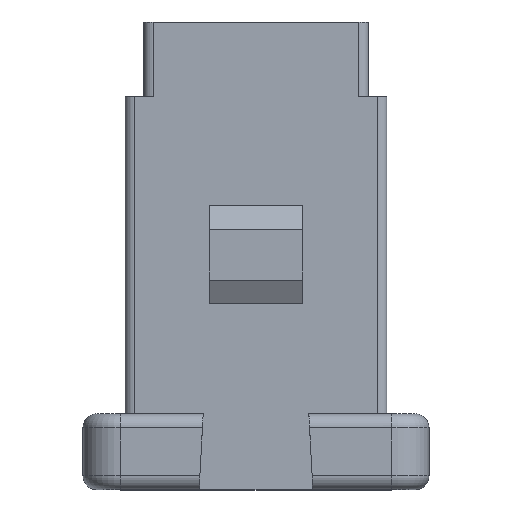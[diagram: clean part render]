
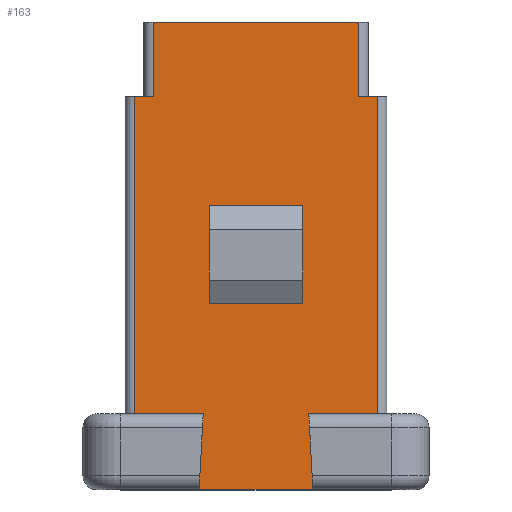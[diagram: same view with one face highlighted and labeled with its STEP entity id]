
A CAD part, top view. The second image highlights one B-rep face of the part: STEP entity #163.
In plain terms, the highlighted planar face has unit normal (0, 0, 1).
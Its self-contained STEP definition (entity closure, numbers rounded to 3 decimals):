
#134=FACE_BOUND('',#535,.T.);
#135=FACE_BOUND('',#536,.T.);
#163=ADVANCED_FACE('',(#134,#135),#292,.T.);
#292=PLANE('',#2548);
#535=EDGE_LOOP('',(#854,#855,#856,#857));
#536=EDGE_LOOP('',(#858,#859,#860,#861,#862,#863,#864,#865,#866,#867,#868,
#869,#870,#871));
#854=ORIENTED_EDGE('',*,*,#1736,.F.);
#855=ORIENTED_EDGE('',*,*,#1737,.F.);
#856=ORIENTED_EDGE('',*,*,#1738,.T.);
#857=ORIENTED_EDGE('',*,*,#1739,.T.);
#858=ORIENTED_EDGE('',*,*,#1579,.T.);
#859=ORIENTED_EDGE('',*,*,#1740,.T.);
#860=ORIENTED_EDGE('',*,*,#1741,.F.);
#861=ORIENTED_EDGE('',*,*,#1742,.T.);
#862=ORIENTED_EDGE('',*,*,#1695,.F.);
#863=ORIENTED_EDGE('',*,*,#1743,.T.);
#864=ORIENTED_EDGE('',*,*,#1744,.T.);
#865=ORIENTED_EDGE('',*,*,#1672,.T.);
#866=ORIENTED_EDGE('',*,*,#1745,.T.);
#867=ORIENTED_EDGE('',*,*,#1746,.T.);
#868=ORIENTED_EDGE('',*,*,#1707,.F.);
#869=ORIENTED_EDGE('',*,*,#1747,.F.);
#870=ORIENTED_EDGE('',*,*,#1748,.F.);
#871=ORIENTED_EDGE('',*,*,#1749,.T.);
#1357=VERTEX_POINT('',#3402);
#1358=VERTEX_POINT('',#3404);
#1436=VERTEX_POINT('',#3590);
#1437=VERTEX_POINT('',#3592);
#1456=VERTEX_POINT('',#3637);
#1457=VERTEX_POINT('',#3639);
#1466=VERTEX_POINT('',#3659);
#1467=VERTEX_POINT('',#3661);
#1491=VERTEX_POINT('',#3720);
#1492=VERTEX_POINT('',#3721);
#1493=VERTEX_POINT('',#3723);
#1494=VERTEX_POINT('',#3725);
#1495=VERTEX_POINT('',#3728);
#1496=VERTEX_POINT('',#3730);
#1497=VERTEX_POINT('',#3733);
#1498=VERTEX_POINT('',#3736);
#1499=VERTEX_POINT('',#3739);
#1500=VERTEX_POINT('',#3741);
#1579=EDGE_CURVE('',#1358,#1357,#1927,.T.);
#1672=EDGE_CURVE('',#1437,#1436,#2012,.T.);
#1695=EDGE_CURVE('',#1456,#1457,#2027,.T.);
#1707=EDGE_CURVE('',#1466,#1467,#2037,.T.);
#1736=EDGE_CURVE('',#1491,#1492,#2062,.T.);
#1737=EDGE_CURVE('',#1493,#1491,#2063,.T.);
#1738=EDGE_CURVE('',#1493,#1494,#2064,.T.);
#1739=EDGE_CURVE('',#1494,#1492,#2065,.T.);
#1740=EDGE_CURVE('',#1357,#1495,#2066,.T.);
#1741=EDGE_CURVE('',#1496,#1495,#2067,.T.);
#1742=EDGE_CURVE('',#1496,#1457,#2068,.T.);
#1743=EDGE_CURVE('',#1456,#1497,#2069,.T.);
#1744=EDGE_CURVE('',#1497,#1437,#2070,.T.);
#1745=EDGE_CURVE('',#1436,#1498,#2071,.T.);
#1746=EDGE_CURVE('',#1498,#1467,#2072,.T.);
#1747=EDGE_CURVE('',#1499,#1466,#2073,.T.);
#1748=EDGE_CURVE('',#1500,#1499,#2074,.T.);
#1749=EDGE_CURVE('',#1500,#1358,#2075,.T.);
#1927=LINE('',#3403,#2217);
#2012=LINE('',#3591,#2302);
#2027=LINE('',#3638,#2317);
#2037=LINE('',#3660,#2327);
#2062=LINE('',#3719,#2352);
#2063=LINE('',#3722,#2353);
#2064=LINE('',#3724,#2354);
#2065=LINE('',#3726,#2355);
#2066=LINE('',#3727,#2356);
#2067=LINE('',#3729,#2357);
#2068=LINE('',#3731,#2358);
#2069=LINE('',#3732,#2359);
#2070=LINE('',#3734,#2360);
#2071=LINE('',#3735,#2361);
#2072=LINE('',#3737,#2362);
#2073=LINE('',#3738,#2363);
#2074=LINE('',#3740,#2364);
#2075=LINE('',#3742,#2365);
#2217=VECTOR('',#2711,1.);
#2302=VECTOR('',#2844,1.);
#2317=VECTOR('',#2883,1.);
#2327=VECTOR('',#2897,1.);
#2352=VECTOR('',#2942,1.);
#2353=VECTOR('',#2943,1.);
#2354=VECTOR('',#2944,1.);
#2355=VECTOR('',#2945,1.);
#2356=VECTOR('',#2946,1.);
#2357=VECTOR('',#2947,1.);
#2358=VECTOR('',#2948,1.);
#2359=VECTOR('',#2949,1.);
#2360=VECTOR('',#2950,1.);
#2361=VECTOR('',#2951,1.);
#2362=VECTOR('',#2952,1.);
#2363=VECTOR('',#2953,1.);
#2364=VECTOR('',#2954,1.);
#2365=VECTOR('',#2955,1.);
#2548=AXIS2_PLACEMENT_3D('',#3743,#2956,#2957);
#2711=DIRECTION('',(-1.,0.,0.));
#2844=DIRECTION('',(1.,0.,0.));
#2883=DIRECTION('',(-1.,0.,0.));
#2897=DIRECTION('',(-1.,0.,0.));
#2942=DIRECTION('',(-1.,0.,0.));
#2943=DIRECTION('',(0.,1.,0.));
#2944=DIRECTION('',(-1.,0.,0.));
#2945=DIRECTION('',(0.,1.,0.));
#2946=DIRECTION('',(0.,-1.,0.));
#2947=DIRECTION('',(1.,0.,0.));
#2948=DIRECTION('',(0.,-1.,0.));
#2949=DIRECTION('',(-0.053,-0.999,0.));
#2950=DIRECTION('',(0.,-1.,0.));
#2951=DIRECTION('',(0.,1.,0.));
#2952=DIRECTION('',(-0.053,0.999,0.));
#2953=DIRECTION('',(0.,-1.,0.));
#2954=DIRECTION('',(1.,0.,0.));
#2955=DIRECTION('',(0.,1.,0.));
#2956=DIRECTION('',(0.,0.,1.));
#2957=DIRECTION('',(1.,0.,0.));
#3402=CARTESIAN_POINT('',(-1.1,5.,2.595));
#3403=CARTESIAN_POINT('',(1.2,5.,2.595));
#3404=CARTESIAN_POINT('',(1.1,5.,2.595));
#3590=CARTESIAN_POINT('',(0.6,0.,2.595));
#3591=CARTESIAN_POINT('',(-0.6,0.,2.595));
#3592=CARTESIAN_POINT('',(-0.6,0.,2.595));
#3637=CARTESIAN_POINT('',(-0.565,0.81,2.595));
#3638=CARTESIAN_POINT('',(0.,0.81,2.595));
#3639=CARTESIAN_POINT('',(-1.3,0.81,2.595));
#3659=CARTESIAN_POINT('',(1.3,0.81,2.595));
#3660=CARTESIAN_POINT('',(0.,0.81,2.595));
#3661=CARTESIAN_POINT('',(0.565,0.81,2.595));
#3719=CARTESIAN_POINT('',(0.5,3.04,2.595));
#3720=CARTESIAN_POINT('',(0.5,3.04,2.595));
#3721=CARTESIAN_POINT('',(-0.5,3.04,2.595));
#3722=CARTESIAN_POINT('',(0.5,1.99,2.595));
#3723=CARTESIAN_POINT('',(0.5,1.99,2.595));
#3724=CARTESIAN_POINT('',(0.5,1.99,2.595));
#3725=CARTESIAN_POINT('',(-0.5,1.99,2.595));
#3726=CARTESIAN_POINT('',(-0.5,1.99,2.595));
#3727=CARTESIAN_POINT('',(-1.1,5.,2.595));
#3728=CARTESIAN_POINT('',(-1.1,4.2,2.595));
#3729=CARTESIAN_POINT('',(-1.3,4.2,2.595));
#3730=CARTESIAN_POINT('',(-1.3,4.2,2.595));
#3731=CARTESIAN_POINT('',(-1.3,4.2,2.595));
#3732=CARTESIAN_POINT('',(-0.565,0.81,2.595));
#3733=CARTESIAN_POINT('',(-0.6,0.15,2.595));
#3734=CARTESIAN_POINT('',(-0.6,0.15,2.595));
#3735=CARTESIAN_POINT('',(0.6,0.,2.595));
#3736=CARTESIAN_POINT('',(0.6,0.15,2.595));
#3737=CARTESIAN_POINT('',(0.6,0.15,2.595));
#3738=CARTESIAN_POINT('',(1.3,4.2,2.595));
#3739=CARTESIAN_POINT('',(1.3,4.2,2.595));
#3740=CARTESIAN_POINT('',(1.2,4.2,2.595));
#3741=CARTESIAN_POINT('',(1.1,4.2,2.595));
#3742=CARTESIAN_POINT('',(1.1,5.,2.595));
#3743=CARTESIAN_POINT('',(1.2,5.,2.595));
